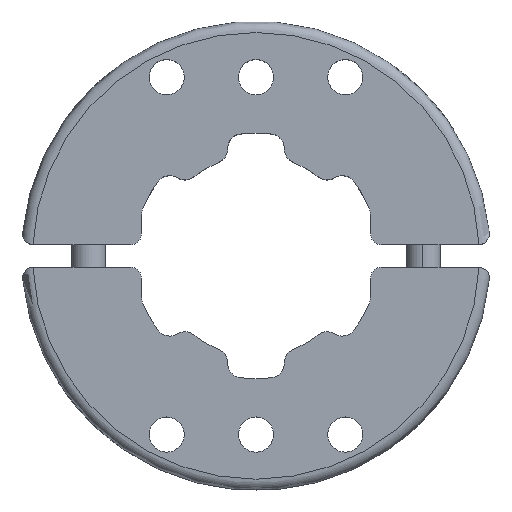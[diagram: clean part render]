
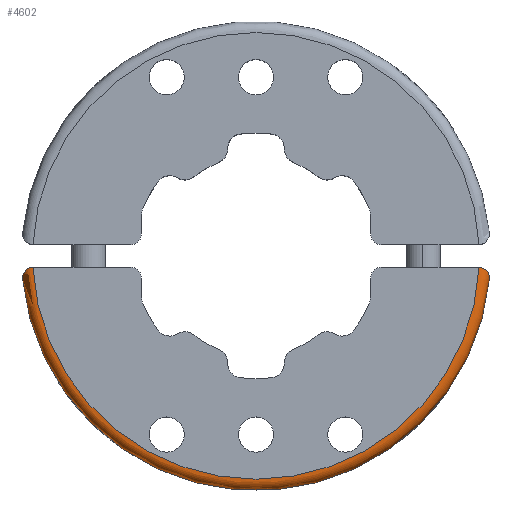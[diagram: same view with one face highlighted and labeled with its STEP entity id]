
A CAD part, top view. The second image highlights one B-rep face of the part: STEP entity #4602.
In plain terms, the highlighted toroidal (fillet/blend) face has major radius 31.75 mm and minor radius 1.587 mm.
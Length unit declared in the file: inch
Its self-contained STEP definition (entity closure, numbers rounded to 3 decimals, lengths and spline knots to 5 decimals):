
#292 = CARTESIAN_POINT ( 'NONE',  ( 1.2974, -0.09207, 0.22487 ) ) ;
#329 = FACE_OUTER_BOUND ( 'NONE', #2421, .T. ) ;
#496 = CARTESIAN_POINT ( 'NONE',  ( 0., 0., 0.25 ) ) ;
#520 = B_SPLINE_CURVE_WITH_KNOTS ( 'NONE', 3,
 ( #4560, #3088, #4537, #3830 ),
 .UNSPECIFIED., .F., .F.,
 ( 4, 4 ),
 ( 0.00283, 0.00305 ),
 .UNSPECIFIED. ) ;
#588 = CARTESIAN_POINT ( 'NONE',  ( 1.30592, -0.13125, 0.1875 ) ) ;
#633 = CARTESIAN_POINT ( 'NONE',  ( 0., 0., 0.1875 ) ) ;
#653 = DIRECTION ( 'NONE',  ( 0., 0., -1. ) ) ;
#665 = CARTESIAN_POINT ( 'NONE',  ( 1.27806, -0.07259, 0.24243 ) ) ;
#759 = CARTESIAN_POINT ( 'NONE',  ( -1.26775, -0.06709, 0.24707 ) ) ;
#778 = CARTESIAN_POINT ( 'NONE',  ( -1.24843, -0.06268, 0.25 ) ) ;
#782 = B_SPLINE_CURVE_WITH_KNOTS ( 'NONE', 3,
 ( #3612, #2579, #2891, #759, #2225, #3226, #1453, #3202, #4382, #2844, #2536, #4339 ),
 .UNSPECIFIED., .F., .F.,
 ( 4, 2, 2, 2, 2, 4 ),
 ( 0., 0.00038, 0.00076, 0.00153, 0.00229, 0.00305 ),
 .UNSPECIFIED. ) ;
#950 = VERTEX_POINT ( 'NONE', #2852 ) ;
#951 = TOROIDAL_SURFACE ( 'NONE', #4280, 1.25, 0.0625 ) ;
#1133 = CARTESIAN_POINT ( 'NONE',  ( 1.24843, -0.06268, 0.25 ) ) ;
#1199 = ORIENTED_EDGE ( 'NONE', *, *, #2351, .F. ) ;
#1372 = CARTESIAN_POINT ( 'NONE',  ( 1.30073, -0.09843, 0.21896 ) ) ;
#1405 = EDGE_CURVE ( 'NONE', #3807, #2947, #2425, .T. ) ;
#1453 = CARTESIAN_POINT ( 'NONE',  ( -1.29013, -0.08235, 0.23378 ) ) ;
#1726 = EDGE_CURVE ( 'NONE', #3372, #950, #3756, .T. ) ;
#1949 = EDGE_CURVE ( 'NONE', #2943, #3372, #2812, .T. ) ;
#2137 = CARTESIAN_POINT ( 'NONE',  ( 0., 0., 0.1875 ) ) ;
#2185 = DIRECTION ( 'NONE',  ( 0., 0., 1. ) ) ;
#2225 = CARTESIAN_POINT ( 'NONE',  ( -1.27209, -0.06911, 0.2454 ) ) ;
#2259 = DIRECTION ( 'NONE',  ( 0., 0., 1. ) ) ;
#2351 = EDGE_CURVE ( 'NONE', #950, #3807, #520, .T. ) ;
#2421 = EDGE_LOOP ( 'NONE', ( #2475, #2718, #1199, #3141, #3566 ) ) ;
#2425 = CIRCLE ( 'NONE', #3185, 1.3125 ) ;
#2475 = ORIENTED_EDGE ( 'NONE', *, *, #3893, .T. ) ;
#2536 = CARTESIAN_POINT ( 'NONE',  ( -1.30664, -0.12412, 0.19449 ) ) ;
#2579 = CARTESIAN_POINT ( 'NONE',  ( -1.25351, -0.06306, 0.25 ) ) ;
#2718 = ORIENTED_EDGE ( 'NONE', *, *, #1405, .F. ) ;
#2812 = CIRCLE ( 'NONE', #3190, 1.25 ) ;
#2813 = CARTESIAN_POINT ( 'NONE',  ( 1.30623, -0.11832, 0.20009 ) ) ;
#2844 = CARTESIAN_POINT ( 'NONE',  ( -1.30614, -0.11686, 0.2015 ) ) ;
#2852 = CARTESIAN_POINT ( 'NONE',  ( 1.30623, -0.125, 0.1936 ) ) ;
#2891 = CARTESIAN_POINT ( 'NONE',  ( -1.25838, -0.06404, 0.24939 ) ) ;
#2894 = DIRECTION ( 'NONE',  ( -1., 0., 0. ) ) ;
#2943 = VERTEX_POINT ( 'NONE', #778 ) ;
#2947 = VERTEX_POINT ( 'NONE', #3386 ) ;
#3088 = CARTESIAN_POINT ( 'NONE',  ( 1.30623, -0.12708, 0.19158 ) ) ;
#3141 = ORIENTED_EDGE ( 'NONE', *, *, #1726, .F. ) ;
#3185 = AXIS2_PLACEMENT_3D ( 'NONE', #633, #653, #2894 ) ;
#3190 = AXIS2_PLACEMENT_3D ( 'NONE', #496, #2259, #3358 ) ;
#3202 = CARTESIAN_POINT ( 'NONE',  ( -1.29942, -0.09551, 0.22169 ) ) ;
#3226 = CARTESIAN_POINT ( 'NONE',  ( -1.28394, -0.07627, 0.23926 ) ) ;
#3358 = DIRECTION ( 'NONE',  ( -1., 0., 0. ) ) ;
#3372 = VERTEX_POINT ( 'NONE', #1133 ) ;
#3386 = CARTESIAN_POINT ( 'NONE',  ( -1.30592, -0.13125, 0.1875 ) ) ;
#3536 = CARTESIAN_POINT ( 'NONE',  ( 1.2876, -0.0803, 0.23561 ) ) ;
#3566 = ORIENTED_EDGE ( 'NONE', *, *, #1949, .F. ) ;
#3612 = CARTESIAN_POINT ( 'NONE',  ( -1.24843, -0.06268, 0.25 ) ) ;
#3756 = B_SPLINE_CURVE_WITH_KNOTS ( 'NONE', 3,
 ( #4620, #4579, #4237, #3820, #4194, #665, #3862, #3536, #3886, #292, #1372, #3842, #2813, #4219 ),
 .UNSPECIFIED., .F., .F.,
 ( 4, 2, 2, 2, 2, 2, 4 ),
 ( 0., 0.00035, 0.00071, 0.00106, 0.00142, 0.00212, 0.00283 ),
 .UNSPECIFIED. ) ;
#3807 = VERTEX_POINT ( 'NONE', #588 ) ;
#3820 = CARTESIAN_POINT ( 'NONE',  ( 1.26641, -0.06658, 0.24748 ) ) ;
#3830 = CARTESIAN_POINT ( 'NONE',  ( 1.30592, -0.13125, 0.1875 ) ) ;
#3842 = CARTESIAN_POINT ( 'NONE',  ( 1.30517, -0.11158, 0.20654 ) ) ;
#3862 = CARTESIAN_POINT ( 'NONE',  ( 1.28151, -0.07505, 0.24028 ) ) ;
#3886 = CARTESIAN_POINT ( 'NONE',  ( 1.29028, -0.08311, 0.23306 ) ) ;
#3893 = EDGE_CURVE ( 'NONE', #2943, #2947, #782, .T. ) ;
#4194 = CARTESIAN_POINT ( 'NONE',  ( 1.27054, -0.06838, 0.24601 ) ) ;
#4219 = CARTESIAN_POINT ( 'NONE',  ( 1.30623, -0.125, 0.1936 ) ) ;
#4237 = CARTESIAN_POINT ( 'NONE',  ( 1.25767, -0.0639, 0.24947 ) ) ;
#4280 = AXIS2_PLACEMENT_3D ( 'NONE', #2137, #2185, #4351 ) ;
#4339 = CARTESIAN_POINT ( 'NONE',  ( -1.30592, -0.13125, 0.1875 ) ) ;
#4351 = DIRECTION ( 'NONE',  ( -1., 0., 0. ) ) ;
#4382 = CARTESIAN_POINT ( 'NONE',  ( -1.3025, -0.10247, 0.21517 ) ) ;
#4537 = CARTESIAN_POINT ( 'NONE',  ( 1.30613, -0.12919, 0.18953 ) ) ;
#4560 = CARTESIAN_POINT ( 'NONE',  ( 1.30623, -0.125, 0.1936 ) ) ;
#4579 = CARTESIAN_POINT ( 'NONE',  ( 1.25314, -0.06303, 0.25 ) ) ;
#4602 = ADVANCED_FACE ( 'NONE', ( #329 ), #951, .T. ) ;
#4620 = CARTESIAN_POINT ( 'NONE',  ( 1.24843, -0.06268, 0.25 ) ) ;
